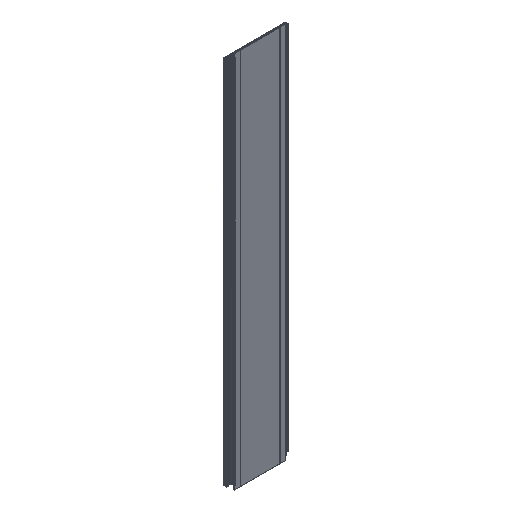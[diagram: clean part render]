
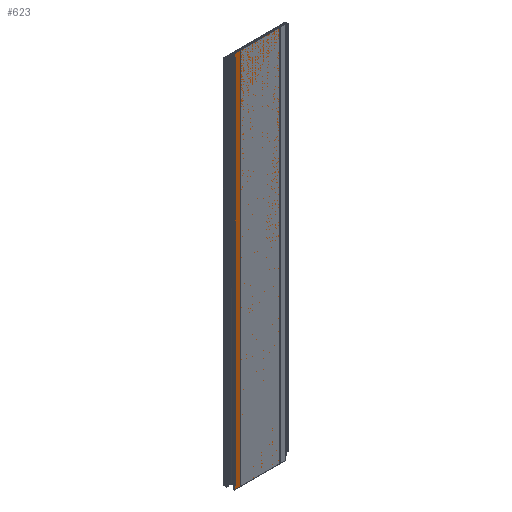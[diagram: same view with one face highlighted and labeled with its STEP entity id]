
A CAD part, isometric view. The second image highlights one B-rep face of the part: STEP entity #623.
In plain terms, the highlighted planar face has unit normal (0, -1, 0).
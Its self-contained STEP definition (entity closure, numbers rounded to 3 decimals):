
#160 = CARTESIAN_POINT ( 'NONE',  ( 1225., 0., 146.85 ) ) ;
#201 = CARTESIAN_POINT ( 'NONE',  ( 1225., 0., 146.85 ) ) ;
#305 = DIRECTION ( 'NONE',  ( 0., 0., -1. ) ) ;
#623 = ADVANCED_FACE ( 'NONE', ( #7364 ), #1099, .F. ) ;
#1099 = PLANE ( 'NONE',  #3219 ) ;
#1152 = DIRECTION ( 'NONE',  ( 0., 1., 0. ) ) ;
#1363 = VECTOR ( 'NONE', #8387, 1000. ) ;
#1383 = EDGE_CURVE ( 'NONE', #6194, #12143, #4441, .T. ) ;
#1623 = VERTEX_POINT ( 'NONE', #201 ) ;
#2865 = DIRECTION ( 'NONE',  ( -1., 0., 0. ) ) ;
#3040 = LINE ( 'NONE', #160, #1363 ) ;
#3182 = LINE ( 'NONE', #12358, #4298 ) ;
#3219 = AXIS2_PLACEMENT_3D ( 'NONE', #4730, #1152, #14098 ) ;
#3697 = ORIENTED_EDGE ( 'NONE', *, *, #13068, .F. ) ;
#4298 = VECTOR ( 'NONE', #2865, 1000. ) ;
#4441 = LINE ( 'NONE', #13113, #9744 ) ;
#4730 = CARTESIAN_POINT ( 'NONE',  ( 1225., 0., 146.85 ) ) ;
#5266 = EDGE_CURVE ( 'NONE', #5668, #12143, #3182, .T. ) ;
#5668 = VERTEX_POINT ( 'NONE', #10394 ) ;
#5866 = CARTESIAN_POINT ( 'NONE',  ( -1225., 0., -146.85 ) ) ;
#6016 = DIRECTION ( 'NONE',  ( 0., 0., -1. ) ) ;
#6194 = VERTEX_POINT ( 'NONE', #6427 ) ;
#6427 = CARTESIAN_POINT ( 'NONE',  ( -1225., 0., 146.85 ) ) ;
#7364 = FACE_OUTER_BOUND ( 'NONE', #10389, .T. ) ;
#8387 = DIRECTION ( 'NONE',  ( -1., 0., 0. ) ) ;
#9744 = VECTOR ( 'NONE', #6016, 1000. ) ;
#9772 = CARTESIAN_POINT ( 'NONE',  ( 1225., 0., 146.85 ) ) ;
#9884 = ORIENTED_EDGE ( 'NONE', *, *, #5266, .F. ) ;
#10059 = VECTOR ( 'NONE', #305, 1000. ) ;
#10389 = EDGE_LOOP ( 'NONE', ( #12957, #9884, #3697, #11164 ) ) ;
#10394 = CARTESIAN_POINT ( 'NONE',  ( 1225., 0., -146.85 ) ) ;
#11164 = ORIENTED_EDGE ( 'NONE', *, *, #14397, .T. ) ;
#12143 = VERTEX_POINT ( 'NONE', #5866 ) ;
#12358 = CARTESIAN_POINT ( 'NONE',  ( 1225., 0., -146.85 ) ) ;
#12957 = ORIENTED_EDGE ( 'NONE', *, *, #1383, .T. ) ;
#13068 = EDGE_CURVE ( 'NONE', #1623, #5668, #13917, .T. ) ;
#13113 = CARTESIAN_POINT ( 'NONE',  ( -1225., 0., 146.85 ) ) ;
#13917 = LINE ( 'NONE', #9772, #10059 ) ;
#14098 = DIRECTION ( 'NONE',  ( 1., 0., 0. ) ) ;
#14397 = EDGE_CURVE ( 'NONE', #1623, #6194, #3040, .T. ) ;
